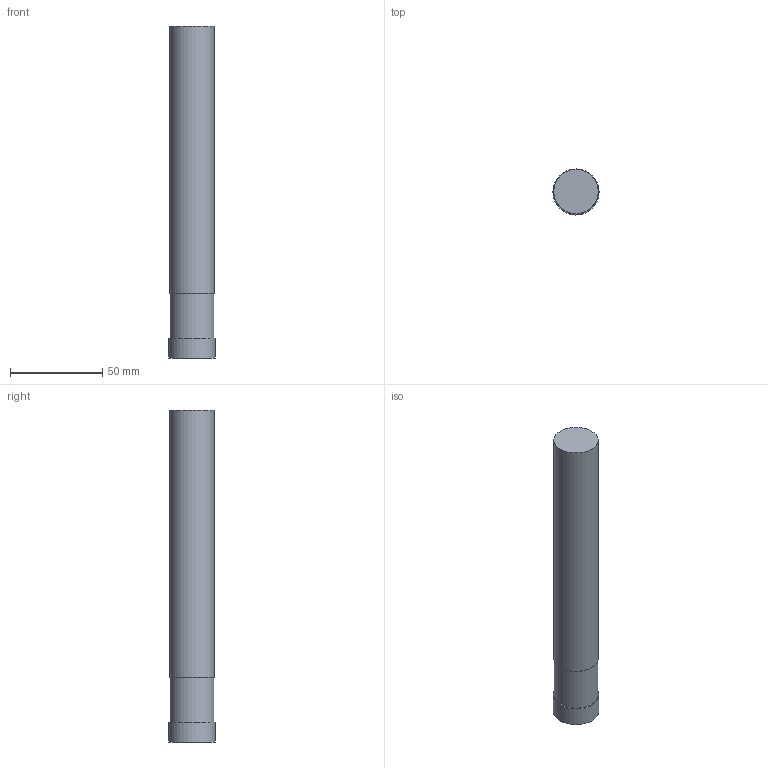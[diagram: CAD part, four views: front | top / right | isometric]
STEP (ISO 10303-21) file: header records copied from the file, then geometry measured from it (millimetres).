
FILE_DESCRIPTION((''),'1');
FILE_NAME('ST24-FCM25092-180.stp','2022-11-04T06:04:16',(''),(''),'Spatial Interop R21 SP3','Kubotek KeyCreator 2011 V10.0.2 (22737)',' ');
FILE_SCHEMA(('automotive_design'));
Length unit declared in the file: millimetre
Products named in the file (2): 240[2]; 241[3]
Bounding box: 25 x 25 x 180 mm (x, y, z)
Volume: 86140.6 mm3; surface area: 16245 mm2
Topology: 2 solids, 2 shells, 12 faces, 17 edges, 10 vertices
Faces by surface type: plane 5, cone 4, cylinder 3
Full cylindrical faces by diameter (mm): 23.8 x1, 24 x1, 25 x1
Entity records: 473 total; most frequent: DIRECTION 48, PRESENTATION_STYLE_ASSIGNMENT 38, COLOUR_RGB 38, CARTESIAN_POINT 34, STYLED_ITEM 24, AXIS2_PLACEMENT_3D 24, CURVE_STYLE 24, DRAUGHTING_PRE_DEFINED_CURVE_FONT 24
